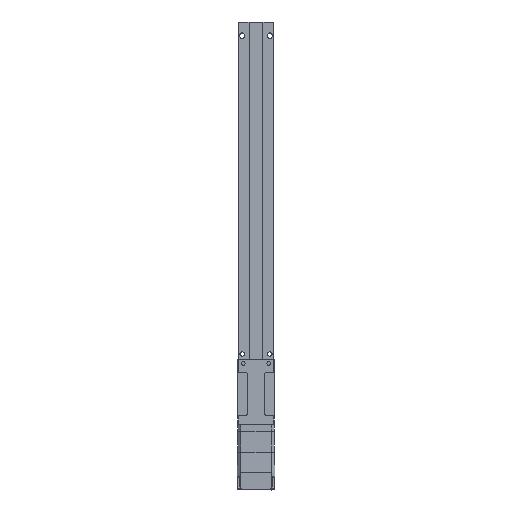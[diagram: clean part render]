
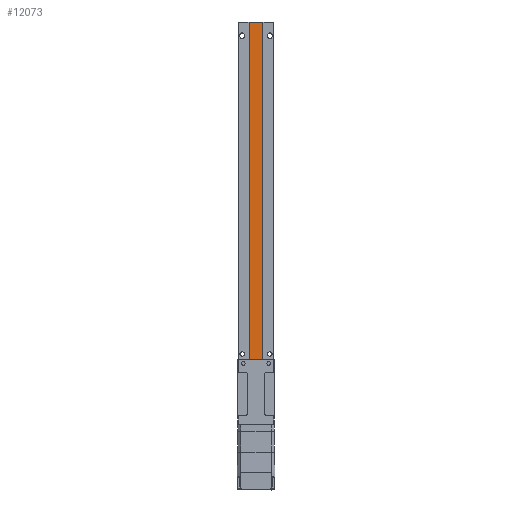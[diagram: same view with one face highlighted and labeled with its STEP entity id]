
A CAD part, front view. The second image highlights one B-rep face of the part: STEP entity #12073.
In plain terms, the highlighted planar face has unit normal (0, -1, 0).
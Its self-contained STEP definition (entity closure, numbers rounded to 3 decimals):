
#303 = VECTOR ( 'NONE', #56905, 1000. ) ;
#2887 = VERTEX_POINT ( 'NONE', #13475 ) ;
#4443 = LINE ( 'NONE', #38023, #61384 ) ;
#4788 = AXIS2_PLACEMENT_3D ( 'NONE', #11117, #57849, #56956 ) ;
#5651 = LINE ( 'NONE', #11992, #31555 ) ;
#6399 = ORIENTED_EDGE ( 'NONE', *, *, #56460, .T. ) ;
#8409 = LINE ( 'NONE', #42379, #53064 ) ;
#9112 = EDGE_CURVE ( 'NONE', #62349, #2887, #4443, .T. ) ;
#10366 = VERTEX_POINT ( 'NONE', #34276 ) ;
#11117 = CARTESIAN_POINT ( 'NONE',  ( 0., -14.884, 0. ) ) ;
#11560 = PLANE ( 'NONE',  #4788 ) ;
#11992 = CARTESIAN_POINT ( 'NONE',  ( -8.848, -14.884, 396.7 ) ) ;
#12073 = ADVANCED_FACE ( 'NONE', ( #45114 ), #11560, .T. ) ;
#13475 = CARTESIAN_POINT ( 'NONE',  ( 9.819, -14.884, 0. ) ) ;
#28535 = VERTEX_POINT ( 'NONE', #88439 ) ;
#31555 = VECTOR ( 'NONE', #46415, 1000. ) ;
#34276 = CARTESIAN_POINT ( 'NONE',  ( 9.819, -14.884, 396.7 ) ) ;
#35453 = EDGE_LOOP ( 'NONE', ( #56580, #63748, #6399, #40710 ) ) ;
#35520 = LINE ( 'NONE', #62726, #303 ) ;
#38023 = CARTESIAN_POINT ( 'NONE',  ( 0., -14.884, 0. ) ) ;
#39356 = DIRECTION ( 'NONE',  ( 1., 0., 0. ) ) ;
#40710 = ORIENTED_EDGE ( 'NONE', *, *, #9112, .T. ) ;
#42379 = CARTESIAN_POINT ( 'NONE',  ( 9.819, -14.884, 0. ) ) ;
#45114 = FACE_OUTER_BOUND ( 'NONE', #35453, .T. ) ;
#46415 = DIRECTION ( 'NONE',  ( -1., 0., 0. ) ) ;
#48736 = EDGE_CURVE ( 'NONE', #10366, #28535, #5651, .T. ) ;
#53064 = VECTOR ( 'NONE', #68279, 1000. ) ;
#56460 = EDGE_CURVE ( 'NONE', #28535, #62349, #35520, .T. ) ;
#56580 = ORIENTED_EDGE ( 'NONE', *, *, #76901, .T. ) ;
#56905 = DIRECTION ( 'NONE',  ( 0., 0., -1. ) ) ;
#56956 = DIRECTION ( 'NONE',  ( 0., 0., 1. ) ) ;
#57849 = DIRECTION ( 'NONE',  ( 0., -1., 0. ) ) ;
#61384 = VECTOR ( 'NONE', #39356, 1000. ) ;
#62349 = VERTEX_POINT ( 'NONE', #73248 ) ;
#62726 = CARTESIAN_POINT ( 'NONE',  ( -9.819, -14.884, 0. ) ) ;
#63748 = ORIENTED_EDGE ( 'NONE', *, *, #48736, .T. ) ;
#68279 = DIRECTION ( 'NONE',  ( 0., 0., 1. ) ) ;
#73248 = CARTESIAN_POINT ( 'NONE',  ( -9.819, -14.884, 0. ) ) ;
#76901 = EDGE_CURVE ( 'NONE', #2887, #10366, #8409, .T. ) ;
#88439 = CARTESIAN_POINT ( 'NONE',  ( -9.819, -14.884, 396.7 ) ) ;
